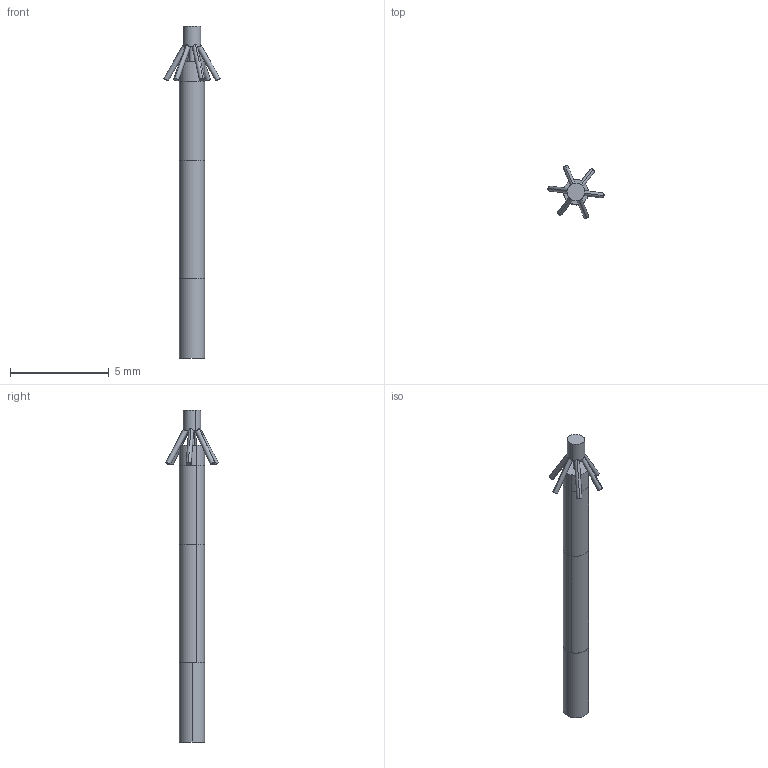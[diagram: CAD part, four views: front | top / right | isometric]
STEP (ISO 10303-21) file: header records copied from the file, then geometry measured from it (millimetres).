
FILE_DESCRIPTION (( 'STEP AP203' ), '1' );
FILE_NAME ('NNP-DWG-145-011-000 SA, Electrode, IM, MES.STEP', '2024-07-09T14:38:52', ( '' ), ( '' ), 'SwSTEP 2.0', 'SolidWorks 2024', '' );
FILE_SCHEMA (( 'CONFIG_CONTROL_DESIGN' ));
Length unit declared in the file: inch
Products named in the file (6): NNP-DWG-145-011-000 SA, Electrode, IM, MES; NNP-DWG-145-010-000 SA, Electrode, IM, Barb Tip; NNP-DWG-140-017-000 Electrode, IM, Silicone Tube Extension; NNP-DWG-140-019-000 Electrode, IM, Coil; NNP-DWG-140-013-000 Electrode, IM, Prolene Barb; NNP-DWG-140-018-000 Electrode, IM, Silicone Tubing Spacer
Assembly tree (6 placements, depth 3):
  NNP-DWG-145-011-000 SA, Electrode, IM, MES
    NNP-DWG-140-019-000 Electrode, IM, Coil  x2
    NNP-DWG-145-010-000 SA, Electrode, IM, Barb Tip
      NNP-DWG-140-013-000 Electrode, IM, Prolene Barb
      NNP-DWG-140-017-000 Electrode, IM, Silicone Tube Extension
    NNP-DWG-140-018-000 Electrode, IM, Silicone Tubing Spacer
Bounding box: 2.84 x 2.67 x 16.78 mm (x, y, z)
Volume: 11.9 mm3; surface area: 119.2 mm2
Topology: 5 solids, 5 shells, 49 faces, 126 edges, 88 vertices
Faces by surface type: cylinder 32, plane 17
Entity records: 2128 total; most frequent: CARTESIAN_POINT 393, DIRECTION 234, ORIENTED_EDGE 228, EDGE_CURVE 114, AXIS2_PLACEMENT_3D 103, VERTEX_POINT 80, PERSON_AND_ORGANIZATION 54, CIRCLE 50
